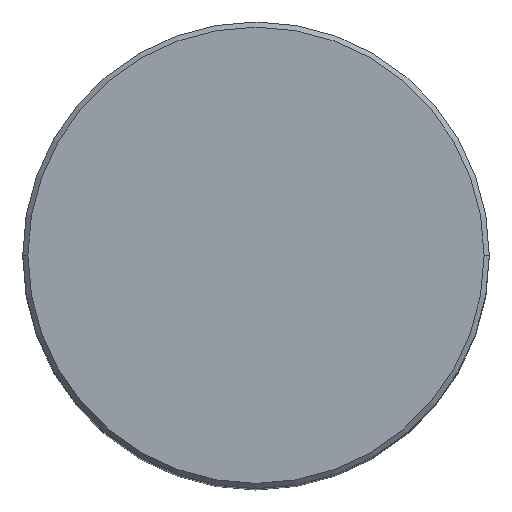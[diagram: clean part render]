
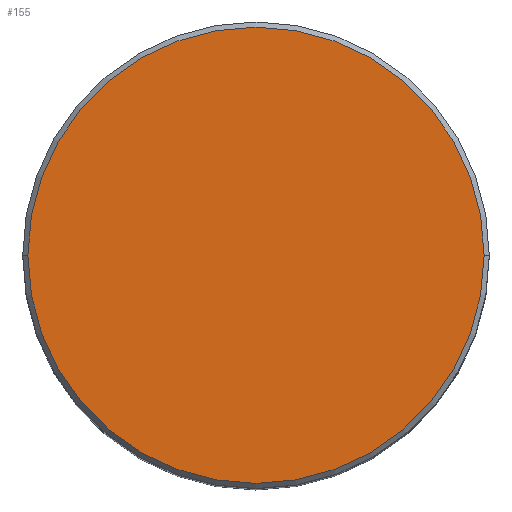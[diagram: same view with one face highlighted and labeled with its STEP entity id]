
A CAD part, top view. The second image highlights one B-rep face of the part: STEP entity #155.
In plain terms, the highlighted planar face has unit normal (0, 0, 1).
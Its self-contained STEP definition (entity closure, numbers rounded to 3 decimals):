
#16 = EDGE_LOOP ( 'NONE', ( #86, #420 ) ) ;
#44 = CARTESIAN_POINT ( 'NONE',  ( 0., 0., 0. ) ) ;
#85 = CARTESIAN_POINT ( 'NONE',  ( 22., 0., 0. ) ) ;
#86 = ORIENTED_EDGE ( 'NONE', *, *, #534, .T. ) ;
#96 = DIRECTION ( 'NONE',  ( 1., 0., 0. ) ) ;
#155 = ADVANCED_FACE ( 'NONE', ( #528 ), #327, .T. ) ;
#156 = CIRCLE ( 'NONE', #473, 22. ) ;
#231 = DIRECTION ( 'NONE',  ( 1., 0., 0. ) ) ;
#281 = AXIS2_PLACEMENT_3D ( 'NONE', #330, #454, #96 ) ;
#327 = PLANE ( 'NONE',  #281 ) ;
#330 = CARTESIAN_POINT ( 'NONE',  ( 0., 0., 0. ) ) ;
#335 = CIRCLE ( 'NONE', #413, 22. ) ;
#345 = CARTESIAN_POINT ( 'NONE',  ( 0., 0., 0. ) ) ;
#354 = DIRECTION ( 'NONE',  ( 0., 0., 1. ) ) ;
#396 = EDGE_CURVE ( 'NONE', #436, #524, #156, .T. ) ;
#397 = CARTESIAN_POINT ( 'NONE',  ( -22., 0., 0. ) ) ;
#413 = AXIS2_PLACEMENT_3D ( 'NONE', #44, #354, #231 ) ;
#420 = ORIENTED_EDGE ( 'NONE', *, *, #396, .T. ) ;
#426 = DIRECTION ( 'NONE',  ( 0., 0., 1. ) ) ;
#436 = VERTEX_POINT ( 'NONE', #85 ) ;
#454 = DIRECTION ( 'NONE',  ( 0., 0., 1. ) ) ;
#473 = AXIS2_PLACEMENT_3D ( 'NONE', #345, #426, #510 ) ;
#510 = DIRECTION ( 'NONE',  ( 1., 0., 0. ) ) ;
#524 = VERTEX_POINT ( 'NONE', #397 ) ;
#528 = FACE_OUTER_BOUND ( 'NONE', #16, .T. ) ;
#534 = EDGE_CURVE ( 'NONE', #524, #436, #335, .T. ) ;
